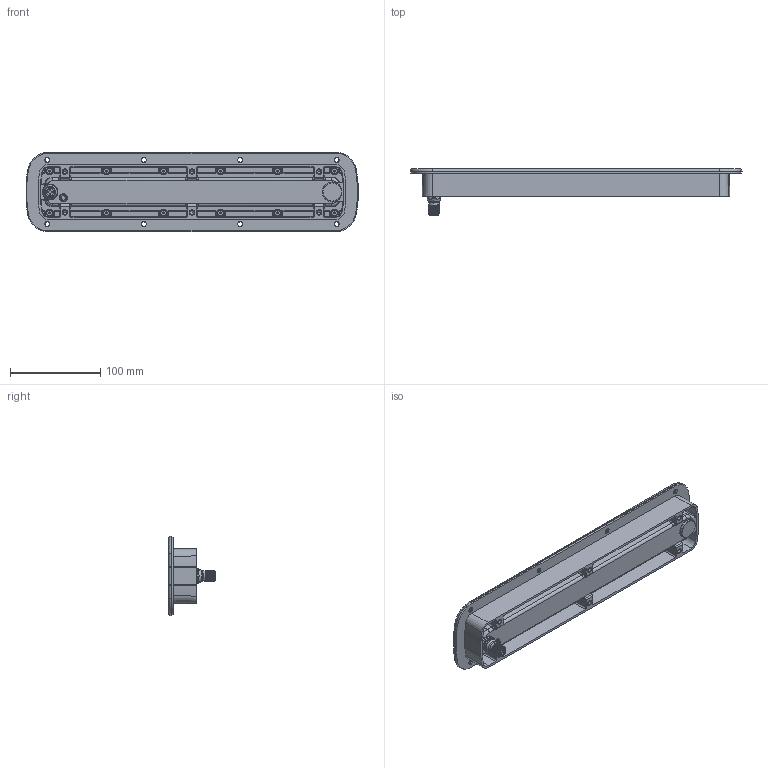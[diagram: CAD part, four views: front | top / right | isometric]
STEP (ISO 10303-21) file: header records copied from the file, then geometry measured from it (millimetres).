
FILE_DESCRIPTION((''),'2;1');
FILE_NAME('173658_ASM','2013-08-07T',('pdmadmin'),(''),'PRO/ENGINEER BY PARAMETRIC TECHNOLOGY CORPORATION, 2012300','PRO/ENGINEER BY PARAMETRIC TECHNOLOGY CORPORATION, 2012300','');
FILE_SCHEMA(('CONFIG_CONTROL_DESIGN'));
Products named in the file (8): 169169; 169652; 08427; 169172; 170031; 170069; 133697; 173658_ASM
Assembly tree (18 placements, depth 2):
  173658_ASM
    169169
    169652
    08427
    169172
    170031
    170069
    133697  x12
Bounding box: 367 x 51.8 x 88 mm (x, y, z)
Volume: 312320.4 mm3; surface area: 232438.5 mm2
Topology: 18 solids, 37 shells, 2627 faces, 6562 edges, 4044 vertices
Faces by surface type: cylinder 877, plane 859, bspline 364, cone 270, torus 181, sphere 68, extrusion 8
Entity records: 99112 total; most frequent: CARTESIAN_POINT 43997, ORIENTED_EDGE 11782, DIRECTION 11131, EDGE_CURVE 5929, AXIS2_PLACEMENT_3D 4191, VERTEX_POINT 3670, VECTOR 2749, LINE 2741
